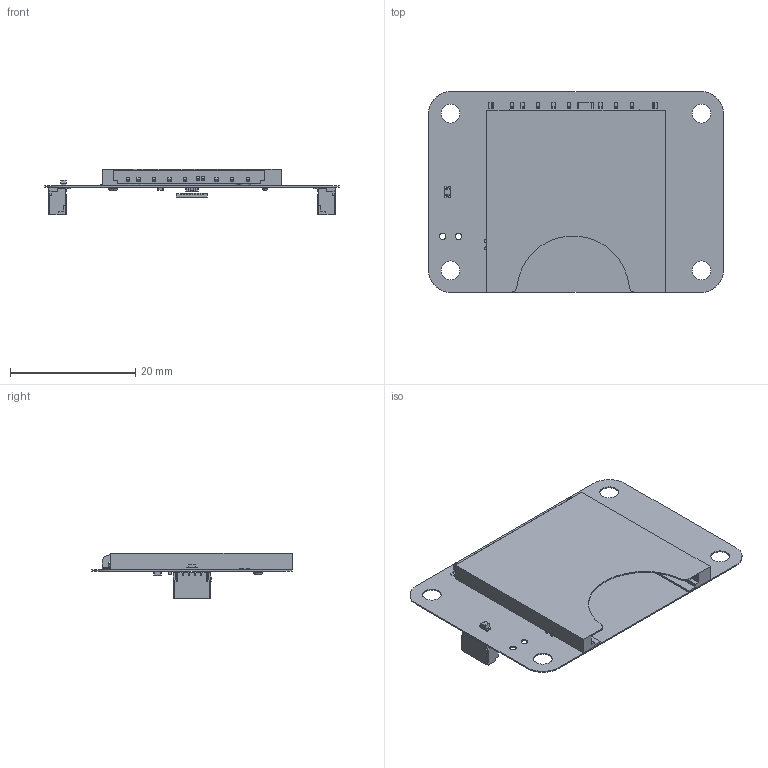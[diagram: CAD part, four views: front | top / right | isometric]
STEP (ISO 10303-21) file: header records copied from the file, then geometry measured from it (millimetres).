
FILE_DESCRIPTION(('Open CASCADE Model'),'2;1');
FILE_NAME('Open CASCADE Shape Model','2025-05-20T11:05:17',('Author'),( 'Open CASCADE'),'Open CASCADE STEP processor 7.5','Open CASCADE 7.5' ,'Unknown');
FILE_SCHEMA(('AUTOMOTIVE_DESIGN { 1 0 10303 214 1 1 1 1 }'));
Length unit declared in the file: millimetre
Products named in the file (33): PCB; Board; Open CASCADE STEP translator 7.5 33.1.1; STAT1; 0603 LED Green; Solid1; Solid4; U; DUELink-U-Connector-BM04B-SRSS-TB; D; DUELink-Connector-BM04B-SRSS-TB; X2; Socket_a-sd-09-d-a-1-3; R4; 4365189712; Extruded; 4365189472; C2; 0805 SMD Capacitor; C1; 5676140336; 5676140176; Free-Models; STM32-QFN32
Assembly tree (34 placements, depth 4):
  PCB
    Board
      Open CASCADE STEP translator 7.5 33.1.1
    STAT1
      0603 LED Green
        Solid1
        Solid4
        Solid1
        Solid1
        Solid4
        Solid1
        Solid1
        Solid1
    U
      DUELink-U-Connector-BM04B-SRSS-TB
    D
      DUELink-Connector-BM04B-SRSS-TB
    X2
      Socket_a-sd-09-d-a-1-3
    R4
      4365189712  x2
        Extruded
      4365189472
        Extruded
    C2
      0805 SMD Capacitor
    C1
      5676140336
        Extruded
      5676140176  x2
        Extruded
    Free-Models
      STM32-QFN32
Bounding box: 47 x 32 x 7.27 mm (x, y, z)
Volume: 1040.4 mm3; surface area: 6199.1 mm2
Topology: 81 solids, 81 shells, 1419 faces, 4982 edges, 5184 vertices
Faces by surface type: plane 1136, cylinder 236, bspline 35, sphere 8, torus 4
Full cylindrical faces by diameter (mm): 1.016 x2, 1.5 x2, 3 x4
Entity records: 60088 total; most frequent: CARTESIAN_POINT 13798, DIRECTION 8245, ORIENTED_EDGE 7044, LINE 4323, VECTOR 4323, EDGE_CURVE 3522, VERTEX_POINT 2312, AXIS2_PLACEMENT_3D 1961
